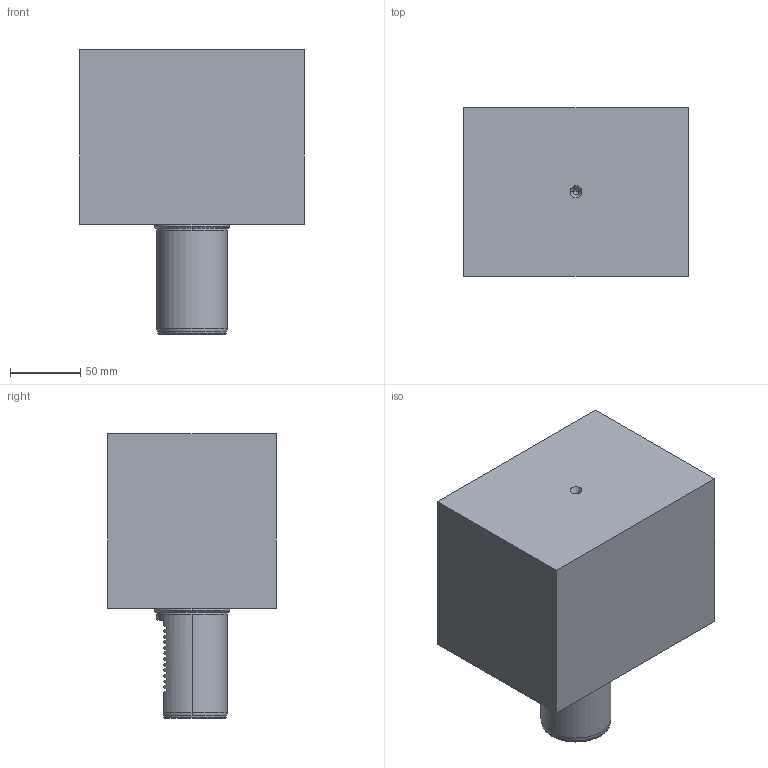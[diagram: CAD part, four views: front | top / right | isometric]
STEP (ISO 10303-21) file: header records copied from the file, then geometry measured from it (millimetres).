
FILE_DESCRIPTION (( 'STEP AP203' ), '1' );
FILE_NAME ('A1-50X125.STEP', '2018-12-18T03:54:57', ( '' ), ( '' ), 'SwSTEP 2.0', 'SolidWorks 2017', '' );
FILE_SCHEMA (( 'CONFIG_CONTROL_DESIGN' ));
Length unit declared in the file: inch
Products named in the file (1): A1-50X125
Bounding box: 160 x 120 x 203 mm (x, y, z)
Volume: 2536144.7 mm3; surface area: 123019.8 mm2
Topology: 2 solids, 2 shells, 112 faces, 291 edges, 183 vertices
Faces by surface type: plane 51, cylinder 28, cone 17, bspline 16
Entity records: 4027 total; most frequent: CARTESIAN_POINT 1467, ORIENTED_EDGE 570, DIRECTION 466, EDGE_CURVE 285, VERTEX_POINT 183, AXIS2_PLACEMENT_3D 172, LINE 122, VECTOR 122
